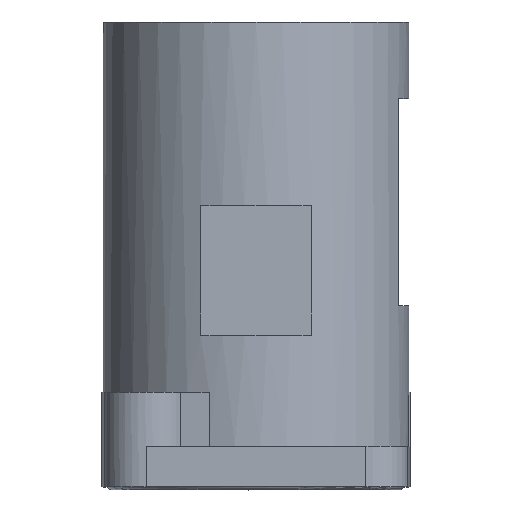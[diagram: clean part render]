
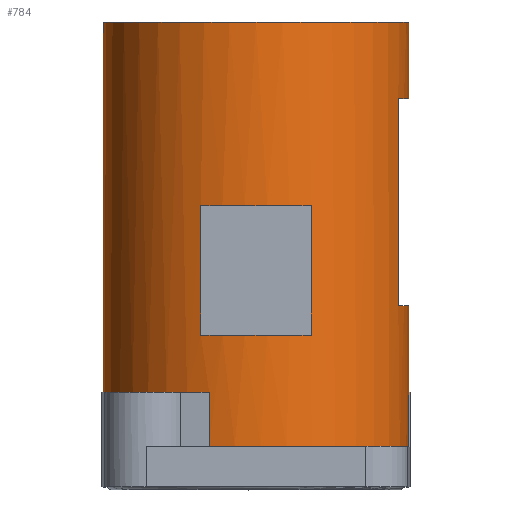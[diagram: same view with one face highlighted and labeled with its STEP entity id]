
A CAD part, top view. The second image highlights one B-rep face of the part: STEP entity #784.
In plain terms, the highlighted cylindrical face has radius 29.5 mm (diameter 59 mm), a partial arc.
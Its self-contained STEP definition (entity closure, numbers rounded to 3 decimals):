
#658=AXIS2_PLACEMENT_3D('Cylinder Axis2P3D',#655,#656,#657) ;
#662=AXIS2_PLACEMENT_3D('Circle Axis2P3D',#660,#661,$) ;
#678=AXIS2_PLACEMENT_3D('Circle Axis2P3D',#676,#677,$) ;
#692=AXIS2_PLACEMENT_3D('Circle Axis2P3D',#690,#691,$) ;
#706=AXIS2_PLACEMENT_3D('Circle Axis2P3D',#704,#705,$) ;
#720=AXIS2_PLACEMENT_3D('Circle Axis2P3D',#718,#719,$) ;
#752=AXIS2_PLACEMENT_3D('Circle Axis2P3D',#750,#751,$) ;
#768=AXIS2_PLACEMENT_3D('Circle Axis2P3D',#766,#767,$) ;
#655=CARTESIAN_POINT('Axis2P3D Location',(29.8,19.075,40.75)) ;
#660=CARTESIAN_POINT('Axis2P3D Location',(29.8,35.55,40.75)) ;
#664=CARTESIAN_POINT('Vertex',(57.3,35.55,51.427)) ;
#666=CARTESIAN_POINT('Vertex',(59.3,35.55,40.75)) ;
#669=CARTESIAN_POINT('Line Origine',(57.3,49.325,51.427)) ;
#673=CARTESIAN_POINT('Vertex',(57.3,75.55,51.427)) ;
#676=CARTESIAN_POINT('Axis2P3D Location',(29.8,75.55,40.75)) ;
#680=CARTESIAN_POINT('Vertex',(59.3,75.55,40.75)) ;
#683=CARTESIAN_POINT('Line Origine',(59.3,49.325,40.75)) ;
#687=CARTESIAN_POINT('Vertex',(59.3,90.35,40.75)) ;
#690=CARTESIAN_POINT('Axis2P3D Location',(29.8,90.35,40.75)) ;
#694=CARTESIAN_POINT('Vertex',(0.3,90.35,40.75)) ;
#697=CARTESIAN_POINT('Line Origine',(0.3,49.325,40.75)) ;
#701=CARTESIAN_POINT('Vertex',(0.3,18.8,40.75)) ;
#704=CARTESIAN_POINT('Axis2P3D Location',(29.8,18.8,40.75)) ;
#708=CARTESIAN_POINT('Vertex',(20.753,18.8,68.829)) ;
#711=CARTESIAN_POINT('Line Origine',(20.753,49.325,68.829)) ;
#715=CARTESIAN_POINT('Vertex',(20.753,8.3,68.829)) ;
#718=CARTESIAN_POINT('Axis2P3D Location',(29.8,8.3,40.75)) ;
#722=CARTESIAN_POINT('Vertex',(59.3,8.3,40.75)) ;
#725=CARTESIAN_POINT('Line Origine',(59.3,49.325,40.75)) ;
#729=CARTESIAN_POINT('Vertex',(59.3,18.8,40.75)) ;
#732=CARTESIAN_POINT('Line Origine',(59.3,49.325,40.75)) ;
#750=CARTESIAN_POINT('Axis2P3D Location',(29.8,54.85,40.75)) ;
#754=CARTESIAN_POINT('Vertex',(19.123,54.85,68.25)) ;
#756=CARTESIAN_POINT('Vertex',(40.477,54.85,68.25)) ;
#759=CARTESIAN_POINT('Line Origine',(40.477,49.325,68.25)) ;
#763=CARTESIAN_POINT('Vertex',(40.477,29.85,68.25)) ;
#766=CARTESIAN_POINT('Axis2P3D Location',(29.8,29.85,40.75)) ;
#770=CARTESIAN_POINT('Vertex',(19.123,29.85,68.25)) ;
#773=CARTESIAN_POINT('Line Origine',(19.123,49.325,68.25)) ;
#656=DIRECTION('Axis2P3D Direction',(0.,1.,-0.)) ;
#657=DIRECTION('Axis2P3D XDirection',(-1.,0.,0.)) ;
#661=DIRECTION('Axis2P3D Direction',(0.,1.,-0.)) ;
#670=DIRECTION('Vector Direction',(0.,1.,0.)) ;
#677=DIRECTION('Axis2P3D Direction',(0.,1.,-0.)) ;
#684=DIRECTION('Vector Direction',(0.,1.,0.)) ;
#691=DIRECTION('Axis2P3D Direction',(0.,1.,-0.)) ;
#698=DIRECTION('Vector Direction',(0.,1.,0.)) ;
#705=DIRECTION('Axis2P3D Direction',(0.,1.,-0.)) ;
#712=DIRECTION('Vector Direction',(0.,1.,0.)) ;
#719=DIRECTION('Axis2P3D Direction',(0.,1.,-0.)) ;
#726=DIRECTION('Vector Direction',(0.,1.,0.)) ;
#733=DIRECTION('Vector Direction',(0.,1.,0.)) ;
#751=DIRECTION('Axis2P3D Direction',(0.,1.,-0.)) ;
#760=DIRECTION('Vector Direction',(0.,1.,0.)) ;
#767=DIRECTION('Axis2P3D Direction',(0.,1.,-0.)) ;
#774=DIRECTION('Vector Direction',(0.,1.,0.)) ;
#671=VECTOR('Line Direction',#670,1.) ;
#685=VECTOR('Line Direction',#684,1.) ;
#699=VECTOR('Line Direction',#698,1.) ;
#713=VECTOR('Line Direction',#712,1.) ;
#727=VECTOR('Line Direction',#726,1.) ;
#734=VECTOR('Line Direction',#733,1.) ;
#761=VECTOR('Line Direction',#760,1.) ;
#775=VECTOR('Line Direction',#774,1.) ;
#738=ORIENTED_EDGE('',*,*,#668,.F.) ;
#739=ORIENTED_EDGE('',*,*,#675,.T.) ;
#740=ORIENTED_EDGE('',*,*,#682,.F.) ;
#741=ORIENTED_EDGE('',*,*,#689,.T.) ;
#742=ORIENTED_EDGE('',*,*,#696,.F.) ;
#743=ORIENTED_EDGE('',*,*,#703,.F.) ;
#744=ORIENTED_EDGE('',*,*,#710,.F.) ;
#745=ORIENTED_EDGE('',*,*,#717,.F.) ;
#746=ORIENTED_EDGE('',*,*,#724,.T.) ;
#747=ORIENTED_EDGE('',*,*,#731,.T.) ;
#748=ORIENTED_EDGE('',*,*,#736,.T.) ;
#779=ORIENTED_EDGE('',*,*,#758,.T.) ;
#780=ORIENTED_EDGE('',*,*,#765,.F.) ;
#781=ORIENTED_EDGE('',*,*,#772,.T.) ;
#782=ORIENTED_EDGE('',*,*,#777,.T.) ;
#783=FACE_BOUND('',#778,.T.) ;
#784=ADVANCED_FACE('Hauptk\X2\00F6\X0\rper',(#749,#783),#659,.T.) ;
#663=CIRCLE('generated circle',#662,29.5) ;
#679=CIRCLE('generated circle',#678,29.5) ;
#693=CIRCLE('generated circle',#692,29.5) ;
#707=CIRCLE('generated circle',#706,29.5) ;
#721=CIRCLE('generated circle',#720,29.5) ;
#753=CIRCLE('generated circle',#752,29.5) ;
#769=CIRCLE('generated circle',#768,29.5) ;
#659=CYLINDRICAL_SURFACE('generated cylinder',#658,29.5) ;
#668=EDGE_CURVE('',#665,#667,#663,.T.) ;
#675=EDGE_CURVE('',#665,#674,#672,.T.) ;
#682=EDGE_CURVE('',#681,#674,#679,.F.) ;
#689=EDGE_CURVE('',#681,#688,#686,.T.) ;
#696=EDGE_CURVE('',#695,#688,#693,.T.) ;
#703=EDGE_CURVE('',#702,#695,#700,.T.) ;
#710=EDGE_CURVE('',#709,#702,#707,.F.) ;
#717=EDGE_CURVE('',#716,#709,#714,.T.) ;
#724=EDGE_CURVE('',#716,#723,#721,.T.) ;
#731=EDGE_CURVE('',#723,#730,#728,.T.) ;
#736=EDGE_CURVE('',#730,#667,#735,.T.) ;
#758=EDGE_CURVE('',#755,#757,#753,.T.) ;
#765=EDGE_CURVE('',#764,#757,#762,.T.) ;
#772=EDGE_CURVE('',#764,#771,#769,.F.) ;
#777=EDGE_CURVE('',#771,#755,#776,.T.) ;
#737=EDGE_LOOP('',(#738,#739,#740,#741,#742,#743,#744,#745,#746,#747,#748)) ;
#778=EDGE_LOOP('',(#779,#780,#781,#782)) ;
#749=FACE_OUTER_BOUND('',#737,.T.) ;
#672=LINE('Line',#669,#671) ;
#686=LINE('Line',#683,#685) ;
#700=LINE('Line',#697,#699) ;
#714=LINE('Line',#711,#713) ;
#728=LINE('Line',#725,#727) ;
#735=LINE('Line',#732,#734) ;
#762=LINE('Line',#759,#761) ;
#776=LINE('Line',#773,#775) ;
#665=VERTEX_POINT('',#664) ;
#667=VERTEX_POINT('',#666) ;
#674=VERTEX_POINT('',#673) ;
#681=VERTEX_POINT('',#680) ;
#688=VERTEX_POINT('',#687) ;
#695=VERTEX_POINT('',#694) ;
#702=VERTEX_POINT('',#701) ;
#709=VERTEX_POINT('',#708) ;
#716=VERTEX_POINT('',#715) ;
#723=VERTEX_POINT('',#722) ;
#730=VERTEX_POINT('',#729) ;
#755=VERTEX_POINT('',#754) ;
#757=VERTEX_POINT('',#756) ;
#764=VERTEX_POINT('',#763) ;
#771=VERTEX_POINT('',#770) ;
